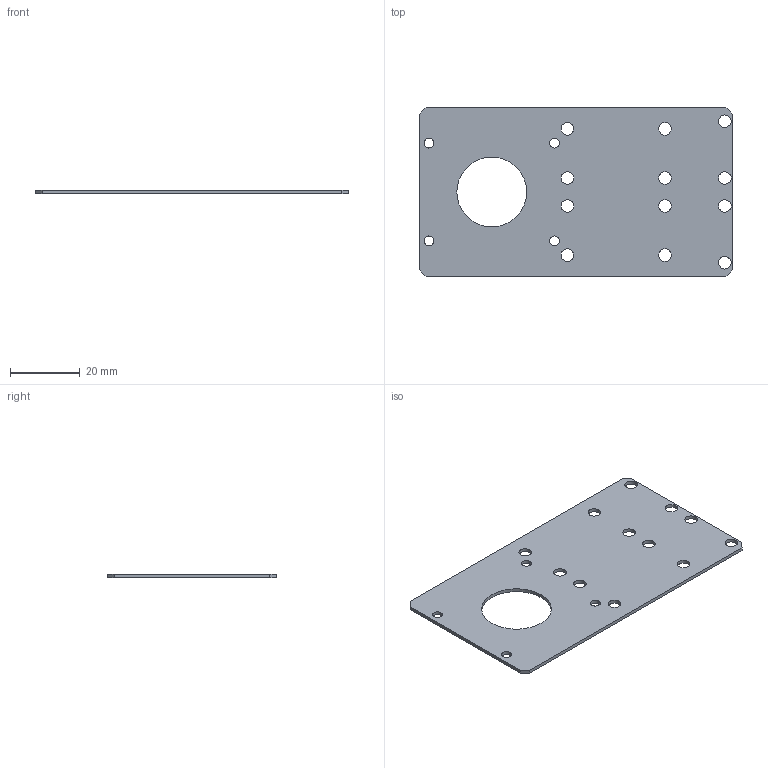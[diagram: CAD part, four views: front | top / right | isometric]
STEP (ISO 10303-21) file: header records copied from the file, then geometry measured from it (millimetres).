
FILE_DESCRIPTION(/* description */ (''),/* implementation_level */ '2;1');
FILE_NAME(/* name */ '60_Planktoscope_Sampleholder_spacer.stp',/* time_stamp */ '2024-07-26T08:28:04+02:00',/* author */ ('diederichbenedict'),/* organization */ (''),/* preprocessor_version */ 'ST-DEVELOPER v20',/* originating_system */ 'Autodesk Inventor 2024',/* authorisation */ '');
FILE_SCHEMA (('AUTOMOTIVE_DESIGN { 1 0 10303 214 3 1 1 }'));
Length unit declared in the file: millimetre
Products named in the file (1): 60_Planktoscope_Sampleholder_spacer
Bounding box: 90 x 48.6 x 1 mm (x, y, z)
Volume: 3905.1 mm3; surface area: 8316.4 mm2
Topology: 1 solids, 1 shells, 27 faces, 75 edges, 50 vertices
Faces by surface type: cylinder 17, plane 10
Full cylindrical faces by diameter (mm): 2.8 x4, 3.6 x12, 20 x1
Entity records: 994 total; most frequent: DIRECTION 165, CARTESIAN_POINT 153, ORIENTED_EDGE 150, EDGE_CURVE 75, AXIS2_PLACEMENT_3D 62, EDGE_LOOP 61, VERTEX_POINT 50, LINE 41
